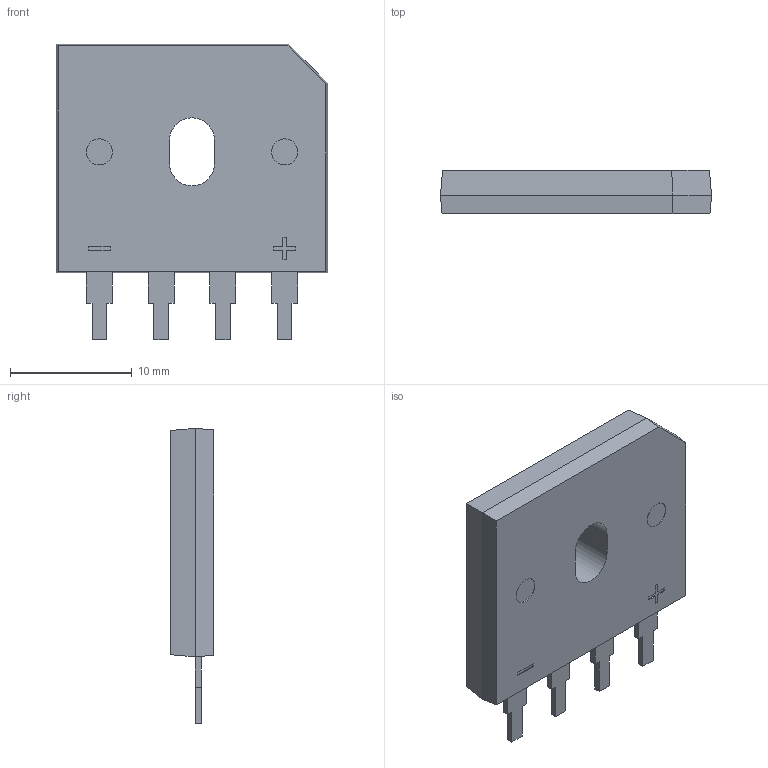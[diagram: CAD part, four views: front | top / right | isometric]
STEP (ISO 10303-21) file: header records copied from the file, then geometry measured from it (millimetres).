
FILE_DESCRIPTION(('STEP AP214'), '1');
FILE_NAME('GBU', '2019-09-26T22:26:11', ('AF'), (''), 'UNSPECIFIED', 'UNSPECIFIED', '');
FILE_SCHEMA(('AUTOMOTIVE_DESIGN { 1 0 10303 214 3 1 1}'));
Length unit declared in the file: millimetre
Bounding box: 22.3 x 3.56 x 24.3 mm (x, y, z)
Volume: 1409.8 mm3; surface area: 1233.9 mm2
Topology: 5 solids, 5 shells, 80 faces, 194 edges, 129 vertices
Faces by surface type: plane 75, cylinder 5
Full cylindrical faces by diameter (mm): 2.15 x2, 6.105 x1
Entity records: 3012 total; most frequent: CARTESIAN_POINT 397, ORIENTED_EDGE 374, DIRECTION 367, EDGE_CURVE 187, LINE 177, VECTOR 177, VERTEX_POINT 125, AXIS2_PLACEMENT_3D 95
